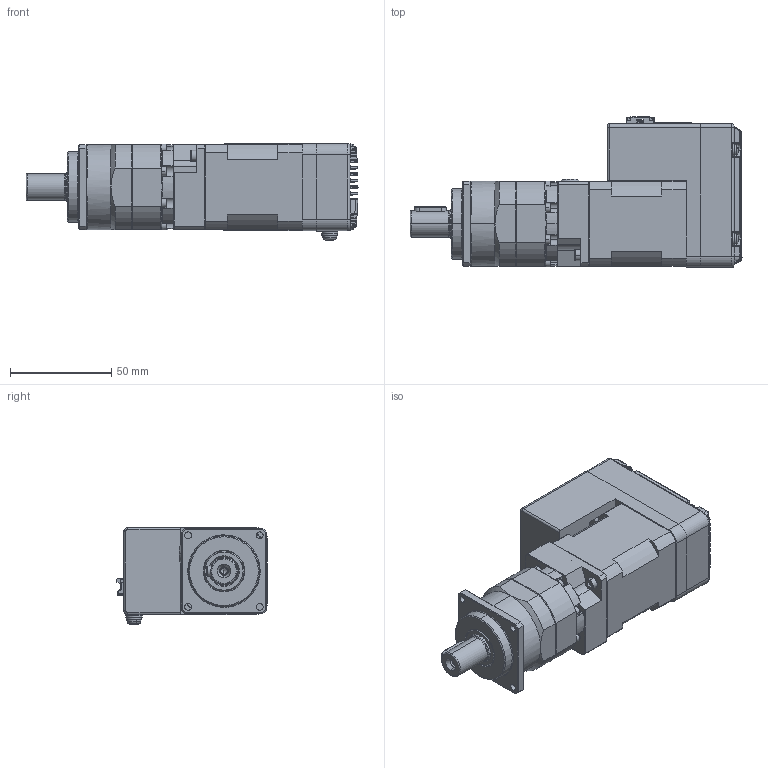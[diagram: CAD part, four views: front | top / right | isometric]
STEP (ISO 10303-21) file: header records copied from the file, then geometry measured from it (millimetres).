
FILE_DESCRIPTION (( 'STEP AP203' ), '1' );
FILE_NAME ('P11F-MO-042-09-R01.STEP', '2020-04-28T11:07:24', ( '' ), ( '' ), 'SwSTEP 2.0', 'SolidWorks 2018', '' );
FILE_SCHEMA (( 'CONFIG_CONTROL_DESIGN' ));
Length unit declared in the file: millimetre
Products named in the file (36): 瞪錳薄樓醴喀攪-5; 09455511103_100183220MOD000B; 42EC-PCB1-01; 877601016; M117-MO-042-03-R01_湀_; spring lock washer_ks_KS 1324 - M3; spring lock washer_2_jis_JIS B 1251 No.2 4; P11F-MO-042-09-R01; 42陝 衛お; _SH-700-Without knob (Minus slot); 瞪錳薄樓醴喀攪-4; KMG; 42EC-PCB2-01; ST42 1ST_ル遽; M11D-EC-042-01-R01; pan cross head_ks_KS 1023 PC- M4 x 6-N; 20R-JMCS-G-B-TF(NSA); M119-EC-042-04-R00; _SH-7050A_body; sams; 瞪錳蕾樓攪喀攪; 瞪錳薄樓醴喀攪-3; M119-EC-042-01-R00; 42EC-PCB4-03; 42EC-PCB5-03; 5016451220; plain washer small grade a_iso_Washer ISO 7092 - 3; 瞪錳薄樓醴喀攪-1; 791091004; SH-7050TA; small circular plain washer_jis_JIS B 1256 Small circular 4; 瞪錳薄樓醴喀攪-2; socket head cap screw_ks_KS 1003 - M3 x 8 x 8-N; 20PS-JMCS-G-1B-TF(N); pan cross head_ks_KS 1023 PC- M3 x 20-N; pan cross head_ks_KS 1023 PC- M3 x 25-N
Assembly tree (50 placements, depth 3):
  P11F-MO-042-09-R01
    pan cross head_ks_KS 1023 PC- M3 x 20-N  x2
    pan cross head_ks_KS 1023 PC- M3 x 25-N  x2
    42EC-PCB5-03
    42EC-PCB1-01
    M119-EC-042-01-R00
    M119-EC-042-04-R00
    42EC-PCB2-01
    瞪錳蕾樓攪喀攪
      瞪錳薄樓醴喀攪-1
      瞪錳薄樓醴喀攪-2
      瞪錳薄樓醴喀攪-3
      瞪錳薄樓醴喀攪-4
      瞪錳薄樓醴喀攪-5
    09455511103_100183220MOD000B  x2
    5016451220
    42EC-PCB4-03
    20PS-JMCS-G-1B-TF(N)  x2
    20R-JMCS-G-B-TF(NSA)  x2
    KMG
    791091004  x2
    877601016  x2
    M117-MO-042-03-R01_湀_
    M11D-EC-042-01-R01
    plain washer small grade a_iso_Washer ISO 7092 - 3  x4
    spring lock washer_ks_KS 1324 - M3  x4
    SH-7050TA  x2
      _SH-7050A_body
      _SH-700-Without knob (Minus slot)
    ST42 1ST_ル遽
    socket head cap screw_ks_KS 1003 - M3 x 8 x 8-N  x2
    42陝 衛お
    sams
      small circular plain washer_jis_JIS B 1256 Small circular 4
      spring lock washer_2_jis_JIS B 1251 No.2 4
      pan cross head_ks_KS 1023 PC- M4 x 6-N
Bounding box: 164.1 x 74.6 x 47.84 mm (x, y, z)
Volume: 231462.8 mm3; surface area: 103404.2 mm2
Topology: 48 solids, 53 shells, 8932 faces, 24468 edges, 15736 vertices
Faces by surface type: plane 6755, cylinder 1513, bspline 299, cone 221, sphere 75, torus 69
Entity records: 184940 total; most frequent: CARTESIAN_POINT 41176, ORIENTED_EDGE 30156, DIRECTION 27435, EDGE_CURVE 15078, LINE 11545, VECTOR 11545, VERTEX_POINT 9660, AXIS2_PLACEMENT_3D 7945
